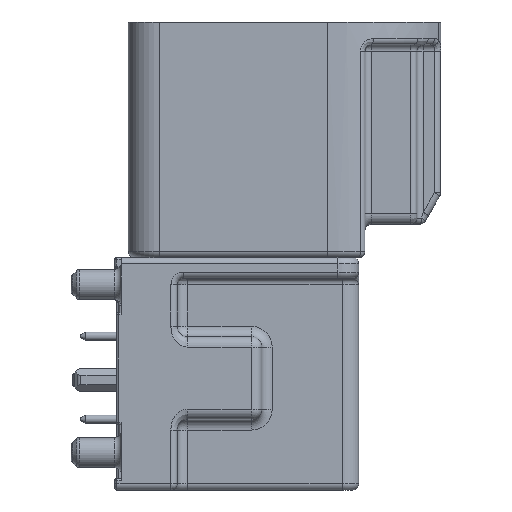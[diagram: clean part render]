
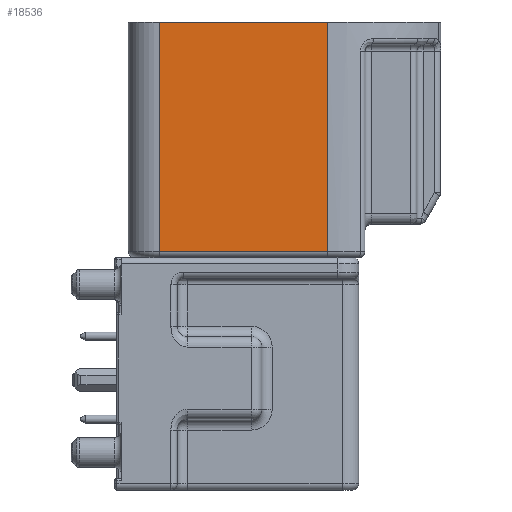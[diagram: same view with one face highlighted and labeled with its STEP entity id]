
A CAD part, left-side view. The second image highlights one B-rep face of the part: STEP entity #18536.
In plain terms, the highlighted planar face has unit normal (-1, 0, 0).
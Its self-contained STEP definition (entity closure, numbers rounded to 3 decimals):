
#11=DIRECTION('',(0.,1.,0.));
#12=VECTOR('',#11,8.096);
#13=CARTESIAN_POINT('',(-6.,-3.596,0.));
#14=LINE('',#13,#12);
#717=DIRECTION('',(0.,1.,0.));
#718=VECTOR('',#717,8.096);
#719=CARTESIAN_POINT('',(-6.,-3.596,-11.05));
#720=LINE('',#719,#718);
#721=DIRECTION('',(0.,0.,1.));
#722=VECTOR('',#721,11.05);
#723=CARTESIAN_POINT('',(-6.,4.5,-11.05));
#724=LINE('',#723,#722);
#725=DIRECTION('',(0.,0.,1.));
#726=VECTOR('',#725,11.05);
#727=CARTESIAN_POINT('',(-6.,-3.596,-11.05));
#728=LINE('',#727,#726);
#14384=CARTESIAN_POINT('',(-6.,-3.596,0.));
#14385=VERTEX_POINT('',#14384);
#14397=CARTESIAN_POINT('',(-6.,4.5,0.));
#14399=VERTEX_POINT('',#14397);
#14892=CARTESIAN_POINT('',(-6.,-3.596,-11.05));
#14893=CARTESIAN_POINT('',(-6.,4.5,-11.05));
#14894=VERTEX_POINT('',#14892);
#14895=VERTEX_POINT('',#14893);
#18523=CARTESIAN_POINT('',(-6.,-9.05,0.));
#18524=DIRECTION('',(-1.,0.,0.));
#18525=DIRECTION('',(0.,1.,0.));
#18526=AXIS2_PLACEMENT_3D('',#18523,#18524,#18525);
#18527=PLANE('',#18526);
#18529=ORIENTED_EDGE('',*,*,#18528,.T.);
#18530=ORIENTED_EDGE('',*,*,#18518,.T.);
#18531=ORIENTED_EDGE('',*,*,#17687,.F.);
#18533=ORIENTED_EDGE('',*,*,#18532,.F.);
#18534=EDGE_LOOP('',(#18529,#18530,#18531,#18533));
#18535=FACE_OUTER_BOUND('',#18534,.F.);
#18536=ADVANCED_FACE('',(#18535),#18527,.T.);
#17687=EDGE_CURVE('',#14385,#14399,#14,.T.);
#18518=EDGE_CURVE('',#14895,#14399,#724,.T.);
#18528=EDGE_CURVE('',#14894,#14895,#720,.T.);
#18532=EDGE_CURVE('',#14894,#14385,#728,.T.);
